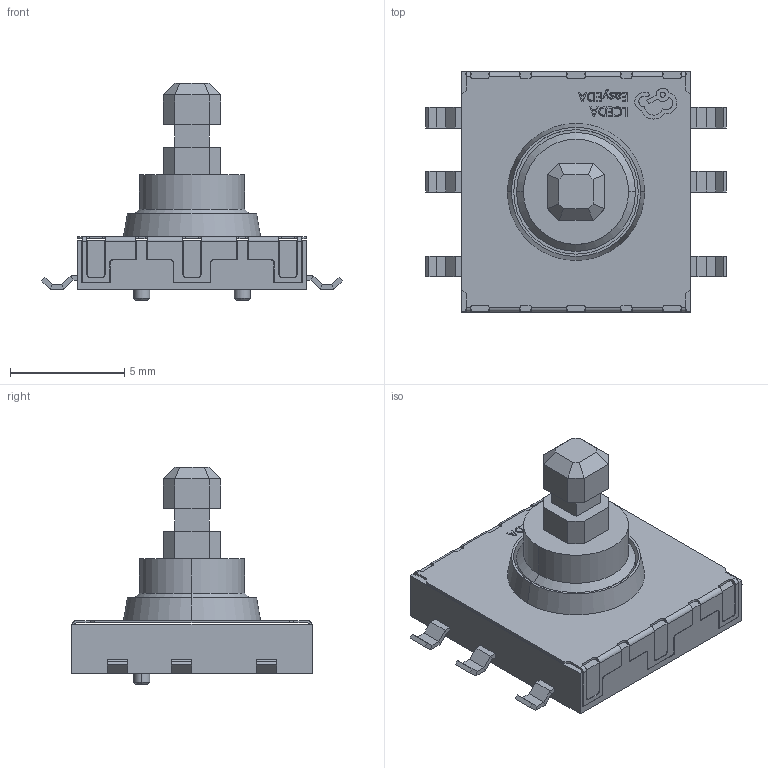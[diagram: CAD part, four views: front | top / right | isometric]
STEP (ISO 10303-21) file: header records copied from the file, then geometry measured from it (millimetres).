
FILE_DESCRIPTION(('FreeCAD Model'),'2;1');
FILE_NAME('Open CASCADE Shape Model','2024-06-19T10:41:48',('Author'),( ''),'Open CASCADE STEP processor 7.5','FreeCAD','Unknown');
FILE_SCHEMA(('AUTOMOTIVE_DESIGN { 1 0 10303 214 1 1 1 1 }'));
Length unit declared in the file: millimetre
Products named in the file (19): PCBModel; 2d86-SW1; SW-SMD_TSX103G901-250; COMPOUND015; COMPOUND; COMPOUND001; COMPOUND002; COMPOUND003; COMPOUND004; COMPOUND005; COMPOUND006; COMPOUND007; COMPOUND008; COMPOUND009; COMPOUND010; COMPOUND011; COMPOUND012; COMPOUND013; COMPOUND014
Assembly tree (18 placements, depth 5):
  PCBModel
    2d86-SW1
      SW-SMD_TSX103G901-250
        COMPOUND015
          COMPOUND
          COMPOUND001
          COMPOUND002
          COMPOUND003
          COMPOUND004
          COMPOUND005
          COMPOUND006
          COMPOUND007
          COMPOUND008
          COMPOUND009
          COMPOUND010
          COMPOUND011
          COMPOUND012
          COMPOUND013
          COMPOUND014
Bounding box: 13.14 x 10.5 x 9.5 mm (x, y, z)
Volume: 309.4 mm3; surface area: 683.4 mm2
Topology: 15 solids, 15 shells, 682 faces, 1801 edges, 1158 vertices
Faces by surface type: plane 468, bspline 112, cylinder 94, cone 8
Entity records: 49311 total; most frequent: CARTESIAN_POINT 11276, DIRECTION 5981, LINE 4335, VECTOR 4335, ORIENTED_EDGE 3602, PCURVE 3602, DEFINITIONAL_REPRESENTATION 3602, EDGE_CURVE 1801
